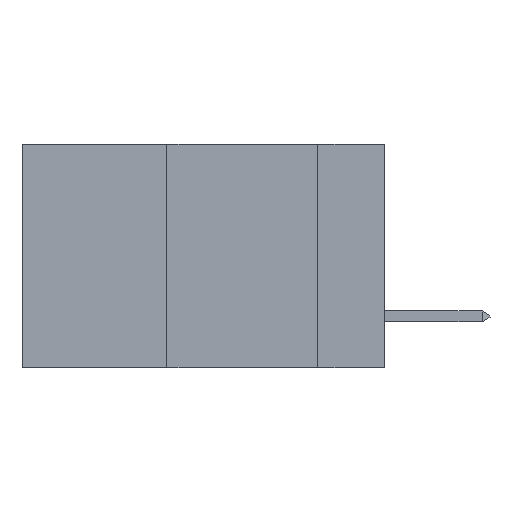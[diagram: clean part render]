
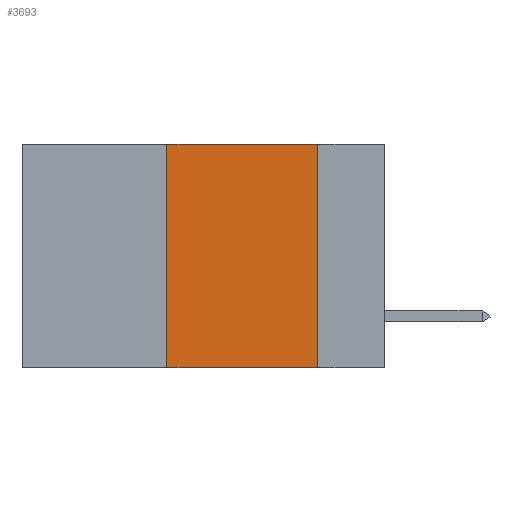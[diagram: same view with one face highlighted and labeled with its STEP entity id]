
A CAD part, left-side view. The second image highlights one B-rep face of the part: STEP entity #3693.
In plain terms, the highlighted planar face has unit normal (-1, 0, 0).
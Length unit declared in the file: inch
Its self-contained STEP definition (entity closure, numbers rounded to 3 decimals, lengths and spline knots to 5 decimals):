
#243 = DIRECTION ( 'NONE',  ( 0., 0., -1. ) ) ;
#1001 = VERTEX_POINT ( 'NONE', #8726 ) ;
#2346 = VECTOR ( 'NONE', #4458, 39.37008 ) ;
#2568 = CARTESIAN_POINT ( 'NONE',  ( 0., 0.6, -0.37 ) ) ;
#2652 = VECTOR ( 'NONE', #6383, 39.37008 ) ;
#3031 = LINE ( 'NONE', #6560, #2652 ) ;
#3173 = EDGE_CURVE ( 'NONE', #7337, #6922, #3031, .T. ) ;
#3693 = ADVANCED_FACE ( 'NONE', ( #8329 ), #15103, .F. ) ;
#4274 = CARTESIAN_POINT ( 'NONE',  ( 0., 0.11, -0.37 ) ) ;
#4458 = DIRECTION ( 'NONE',  ( 0., 0., -1. ) ) ;
#4522 = VECTOR ( 'NONE', #9810, 39.37008 ) ;
#4912 = LINE ( 'NONE', #2568, #4522 ) ;
#6383 = DIRECTION ( 'NONE',  ( 0., -1., 0. ) ) ;
#6560 = CARTESIAN_POINT ( 'NONE',  ( 0., 0.6, 0. ) ) ;
#6922 = VERTEX_POINT ( 'NONE', #9578 ) ;
#6995 = DIRECTION ( 'NONE',  ( 1., 0., 0. ) ) ;
#7337 = VERTEX_POINT ( 'NONE', #10291 ) ;
#8306 = ORIENTED_EDGE ( 'NONE', *, *, #12332, .T. ) ;
#8329 = FACE_OUTER_BOUND ( 'NONE', #10782, .T. ) ;
#8458 = EDGE_CURVE ( 'NONE', #1001, #7337, #11229, .T. ) ;
#8726 = CARTESIAN_POINT ( 'NONE',  ( 0., 0.36, -0.37 ) ) ;
#9578 = CARTESIAN_POINT ( 'NONE',  ( 0., 0.11, 0. ) ) ;
#9810 = DIRECTION ( 'NONE',  ( 0., -1., 0. ) ) ;
#10209 = VERTEX_POINT ( 'NONE', #4274 ) ;
#10291 = CARTESIAN_POINT ( 'NONE',  ( 0., 0.36, 0. ) ) ;
#10297 = ORIENTED_EDGE ( 'NONE', *, *, #8458, .F. ) ;
#10441 = CARTESIAN_POINT ( 'NONE',  ( 0., 0.11, 0. ) ) ;
#10782 = EDGE_LOOP ( 'NONE', ( #12906, #13602, #10297, #8306 ) ) ;
#11229 = LINE ( 'NONE', #12261, #13496 ) ;
#12153 = LINE ( 'NONE', #10441, #2346 ) ;
#12261 = CARTESIAN_POINT ( 'NONE',  ( 0., 0.36, 0. ) ) ;
#12332 = EDGE_CURVE ( 'NONE', #1001, #10209, #4912, .T. ) ;
#12906 = ORIENTED_EDGE ( 'NONE', *, *, #14772, .F. ) ;
#13382 = DIRECTION ( 'NONE',  ( 0., 0., 1. ) ) ;
#13496 = VECTOR ( 'NONE', #13382, 39.37008 ) ;
#13602 = ORIENTED_EDGE ( 'NONE', *, *, #3173, .F. ) ;
#13811 = CARTESIAN_POINT ( 'NONE',  ( 0., 0.6, 0. ) ) ;
#14707 = AXIS2_PLACEMENT_3D ( 'NONE', #13811, #6995, #243 ) ;
#14772 = EDGE_CURVE ( 'NONE', #6922, #10209, #12153, .T. ) ;
#15103 = PLANE ( 'NONE',  #14707 ) ;
